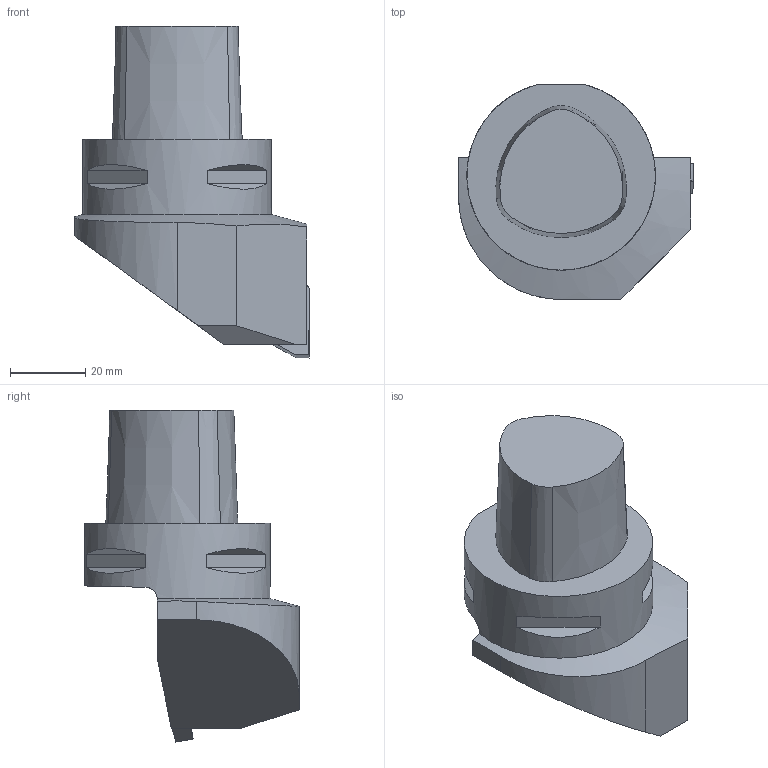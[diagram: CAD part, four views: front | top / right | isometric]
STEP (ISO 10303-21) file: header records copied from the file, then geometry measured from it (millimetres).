
FILE_DESCRIPTION(/* description */ (''),/* implementation_level */ '2;1');
FILE_NAME(/* name */ 'C5-CEL-35060-22CHD.stp',/* time_stamp */ '2018-02-15T16:15:56+06:00',/* author */ (''),/* organization */ (''),/* preprocessor_version */ 'ST-DEVELOPER v16',/* originating_system */ 'SIEMENS PLM Software NX 11.0',/* authorisation */ '');
FILE_SCHEMA (('AUTOMOTIVE_DESIGN { 1 0 10303 214 3 1 1 1 }'));
Length unit declared in the file: millimetre
Products named in the file (1): inpu0553ixlc
Bounding box: 62.26 x 56.9 x 88 mm (x, y, z)
Volume: 110987.7 mm3; surface area: 18319.6 mm2
Topology: 3 solids, 3 shells, 48 faces, 112 edges, 74 vertices
Faces by surface type: plane 36, cone 7, cylinder 5
Entity records: 1481 total; most frequent: CARTESIAN_POINT 295, DIRECTION 236, ORIENTED_EDGE 224, EDGE_CURVE 112, AXIS2_PLACEMENT_3D 81, VERTEX_POINT 74, LINE 74, VECTOR 74
